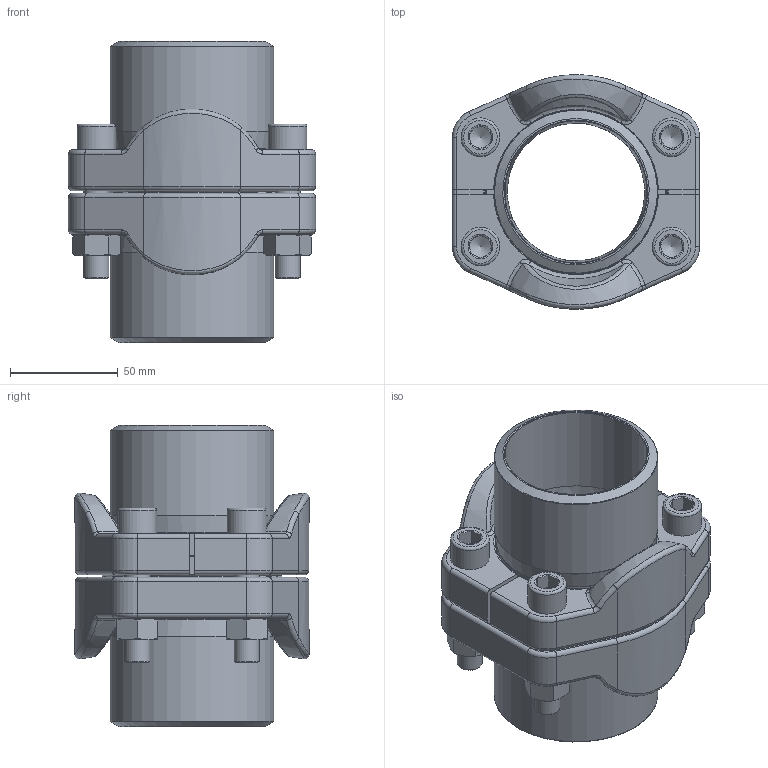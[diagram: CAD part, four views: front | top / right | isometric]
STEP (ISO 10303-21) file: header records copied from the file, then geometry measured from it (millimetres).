
FILE_DESCRIPTION(/* description */ (''),/* implementation_level */ '2;1');
FILE_NAME(/* name */ 'AFK64-327.stp',/* time_stamp */ '2025-01-09T12:37:25+01:00',/* author */ (''),/* organization */ (''),/* preprocessor_version */ 'ST-DEVELOPER v16',/* originating_system */ 'SIEMENS PLM Software NX 10.0',/* authorisation */ '');
FILE_SCHEMA (('AUTOMOTIVE_DESIGN { 1 0 10303 214 3 1 1 1 }'));
Length unit declared in the file: millimetre
Products named in the file (9): X-AFH64-3_einzel; X-AFK64-3; X-AFV64-3; X-FM12; X-M12x60I; X-O69; X-AFA64-3; X-AFH64-3; AFK64-3
Assembly tree (15 placements, depth 3):
  AFK64-3
    X-AFH64-3
      X-AFH64-3_einzel  x2
    X-AFA64-3
    X-O69
    X-M12x60I  x4
    X-FM12  x4
    X-AFV64-3
    X-AFK64-3
Bounding box: 115 x 108.95 x 140 mm (x, y, z)
Volume: 445913.1 mm3; surface area: 151958.7 mm2
Topology: 14 solids, 14 shells, 432 faces, 931 edges, 534 vertices
Faces by surface type: cone 135, plane 127, cylinder 78, torus 63, bspline 24, sphere 4, revolution 1
Full cylindrical faces by diameter (mm): 10.344 x4, 11.701 x4, 13 x8, 18 x4, 64 x2, 66.1 x2, 68.734 x1, 74 x2, 74.95 x1, 76.1 x2, 76.5 x1, 84.1 x2, 84.95 x1
Entity records: 6914 total; most frequent: CARTESIAN_POINT 2081, DIRECTION 1029, ORIENTED_EDGE 822, AXIS2_PLACEMENT_3D 467, EDGE_CURVE 411, EDGE_LOOP 320, VERTEX_POINT 275, CIRCLE 243
